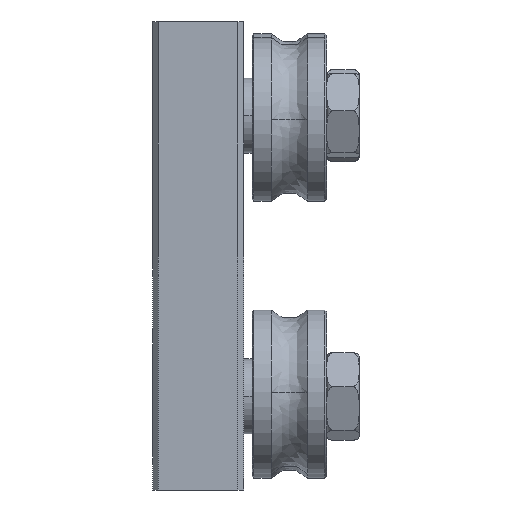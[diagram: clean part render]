
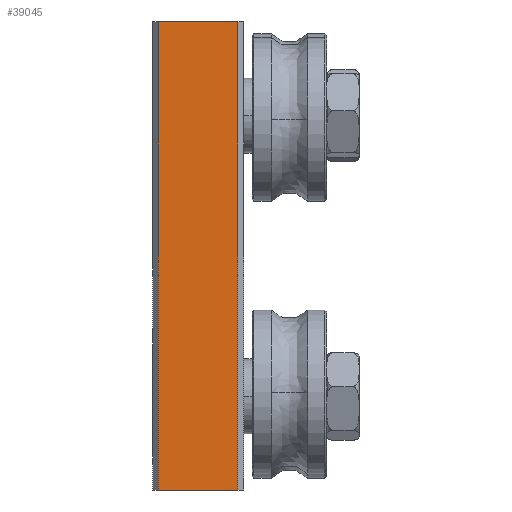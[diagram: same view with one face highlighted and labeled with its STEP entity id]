
A CAD part, left-side view. The second image highlights one B-rep face of the part: STEP entity #39045.
In plain terms, the highlighted planar face has unit normal (-1, 0, 0).
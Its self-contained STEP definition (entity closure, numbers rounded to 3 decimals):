
#751 = LINE ( 'NONE', #32062, #19927 ) ;
#3366 = VERTEX_POINT ( 'NONE', #10196 ) ;
#4853 = CARTESIAN_POINT ( 'NONE',  ( -71.136, 14.556, 50. ) ) ;
#6191 = FACE_OUTER_BOUND ( 'NONE', #16436, .T. ) ;
#7580 = VECTOR ( 'NONE', #9427, 1000. ) ;
#8502 = CARTESIAN_POINT ( 'NONE',  ( -71.136, 31.556, 50. ) ) ;
#9427 = DIRECTION ( 'NONE',  ( 0., -1., 0. ) ) ;
#10184 = EDGE_CURVE ( 'NONE', #23585, #13834, #22435, .T. ) ;
#10196 = CARTESIAN_POINT ( 'NONE',  ( -71.136, 31.556, -50. ) ) ;
#12235 = VERTEX_POINT ( 'NONE', #41866 ) ;
#13834 = VERTEX_POINT ( 'NONE', #27920 ) ;
#13992 = PLANE ( 'NONE',  #36905 ) ;
#14835 = DIRECTION ( 'NONE',  ( 0., 0., -1. ) ) ;
#16436 = EDGE_LOOP ( 'NONE', ( #20345, #34902, #27733, #26185 ) ) ;
#19927 = VECTOR ( 'NONE', #25184, 1000. ) ;
#20345 = ORIENTED_EDGE ( 'NONE', *, *, #22230, .T. ) ;
#20540 = LINE ( 'NONE', #29773, #7580 ) ;
#22230 = EDGE_CURVE ( 'NONE', #3366, #13834, #751, .T. ) ;
#22303 = EDGE_CURVE ( 'NONE', #12235, #3366, #41119, .T. ) ;
#22430 = CARTESIAN_POINT ( 'NONE',  ( -71.136, 31.556, 50. ) ) ;
#22435 = LINE ( 'NONE', #33076, #25552 ) ;
#22621 = DIRECTION ( 'NONE',  ( 0., 0., -1. ) ) ;
#23585 = VERTEX_POINT ( 'NONE', #4853 ) ;
#25184 = DIRECTION ( 'NONE',  ( 0., -1., 0. ) ) ;
#25552 = VECTOR ( 'NONE', #22621, 1000. ) ;
#26185 = ORIENTED_EDGE ( 'NONE', *, *, #22303, .T. ) ;
#26634 = VECTOR ( 'NONE', #39408, 1000. ) ;
#27733 = ORIENTED_EDGE ( 'NONE', *, *, #31085, .F. ) ;
#27920 = CARTESIAN_POINT ( 'NONE',  ( -71.136, 14.556, -50. ) ) ;
#29773 = CARTESIAN_POINT ( 'NONE',  ( -71.136, 31.556, 50. ) ) ;
#31085 = EDGE_CURVE ( 'NONE', #12235, #23585, #20540, .T. ) ;
#32062 = CARTESIAN_POINT ( 'NONE',  ( -71.136, 31.556, -50. ) ) ;
#33076 = CARTESIAN_POINT ( 'NONE',  ( -71.136, 14.556, 50. ) ) ;
#34902 = ORIENTED_EDGE ( 'NONE', *, *, #10184, .F. ) ;
#36905 = AXIS2_PLACEMENT_3D ( 'NONE', #8502, #38076, #14835 ) ;
#38076 = DIRECTION ( 'NONE',  ( 1., 0., 0. ) ) ;
#39045 = ADVANCED_FACE ( 'NONE', ( #6191 ), #13992, .F. ) ;
#39408 = DIRECTION ( 'NONE',  ( 0., 0., -1. ) ) ;
#41119 = LINE ( 'NONE', #22430, #26634 ) ;
#41866 = CARTESIAN_POINT ( 'NONE',  ( -71.136, 31.556, 50. ) ) ;
